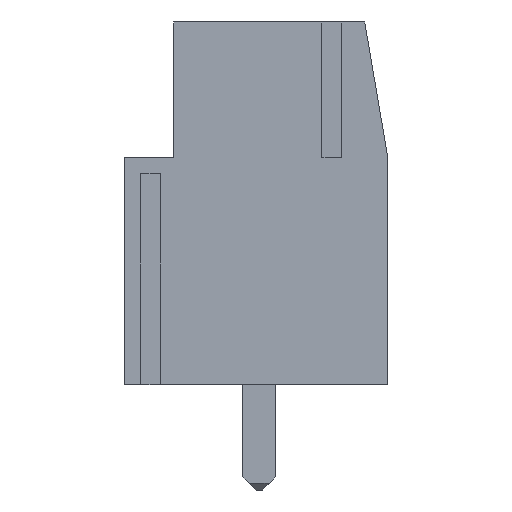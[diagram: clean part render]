
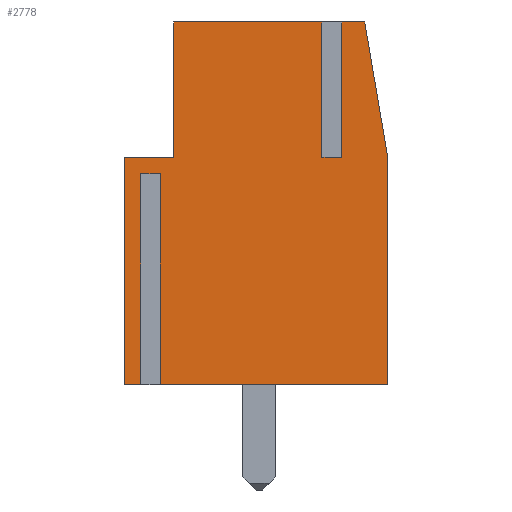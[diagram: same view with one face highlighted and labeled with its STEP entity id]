
A CAD part, left-side view. The second image highlights one B-rep face of the part: STEP entity #2778.
In plain terms, the highlighted planar face has unit normal (-1, 0, 0).
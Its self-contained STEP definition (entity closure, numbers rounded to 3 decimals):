
#148=FACE_OUTER_BOUND('',#296,.T.);
#296=EDGE_LOOP('',(#2250,#2251,#2252,#2253,#2254,#2255,#2256,#2257,#2258,
#2259,#2260,#2261,#2262,#2263,#2264));
#591=LINE('',#4268,#959);
#602=LINE('',#4290,#970);
#603=LINE('',#4292,#971);
#604=LINE('',#4294,#972);
#605=LINE('',#4296,#973);
#606=LINE('',#4298,#974);
#607=LINE('',#4300,#975);
#608=LINE('',#4302,#976);
#609=LINE('',#4304,#977);
#610=LINE('',#4306,#978);
#611=LINE('',#4307,#979);
#612=LINE('',#4309,#980);
#613=LINE('',#4311,#981);
#614=LINE('',#4313,#982);
#615=LINE('',#4314,#983);
#959=VECTOR('',#3489,10.);
#970=VECTOR('',#3502,10.);
#971=VECTOR('',#3503,10.);
#972=VECTOR('',#3504,10.);
#973=VECTOR('',#3505,10.);
#974=VECTOR('',#3506,10.);
#975=VECTOR('',#3507,10.);
#976=VECTOR('',#3508,10.);
#977=VECTOR('',#3509,10.);
#978=VECTOR('',#3510,10.);
#979=VECTOR('',#3511,10.);
#980=VECTOR('',#3512,10.);
#981=VECTOR('',#3513,10.);
#982=VECTOR('',#3514,10.);
#983=VECTOR('',#3515,10.);
#1258=VERTEX_POINT('',#4265);
#1259=VERTEX_POINT('',#4267);
#1268=VERTEX_POINT('',#4288);
#1269=VERTEX_POINT('',#4289);
#1270=VERTEX_POINT('',#4291);
#1271=VERTEX_POINT('',#4293);
#1272=VERTEX_POINT('',#4295);
#1273=VERTEX_POINT('',#4297);
#1274=VERTEX_POINT('',#4299);
#1275=VERTEX_POINT('',#4301);
#1276=VERTEX_POINT('',#4303);
#1277=VERTEX_POINT('',#4305);
#1278=VERTEX_POINT('',#4308);
#1279=VERTEX_POINT('',#4310);
#1280=VERTEX_POINT('',#4312);
#1606=EDGE_CURVE('',#1259,#1258,#591,.T.);
#1617=EDGE_CURVE('',#1268,#1269,#602,.T.);
#1618=EDGE_CURVE('',#1269,#1270,#603,.T.);
#1619=EDGE_CURVE('',#1270,#1271,#604,.T.);
#1620=EDGE_CURVE('',#1272,#1271,#605,.T.);
#1621=EDGE_CURVE('',#1273,#1272,#606,.T.);
#1622=EDGE_CURVE('',#1274,#1273,#607,.T.);
#1623=EDGE_CURVE('',#1274,#1275,#608,.T.);
#1624=EDGE_CURVE('',#1275,#1276,#609,.T.);
#1625=EDGE_CURVE('',#1276,#1277,#610,.T.);
#1626=EDGE_CURVE('',#1259,#1277,#611,.T.);
#1627=EDGE_CURVE('',#1278,#1258,#612,.T.);
#1628=EDGE_CURVE('',#1278,#1279,#613,.T.);
#1629=EDGE_CURVE('',#1279,#1280,#614,.T.);
#1630=EDGE_CURVE('',#1280,#1268,#615,.T.);
#2250=ORIENTED_EDGE('',*,*,#1617,.T.);
#2251=ORIENTED_EDGE('',*,*,#1618,.T.);
#2252=ORIENTED_EDGE('',*,*,#1619,.T.);
#2253=ORIENTED_EDGE('',*,*,#1620,.F.);
#2254=ORIENTED_EDGE('',*,*,#1621,.F.);
#2255=ORIENTED_EDGE('',*,*,#1622,.F.);
#2256=ORIENTED_EDGE('',*,*,#1623,.T.);
#2257=ORIENTED_EDGE('',*,*,#1624,.T.);
#2258=ORIENTED_EDGE('',*,*,#1625,.T.);
#2259=ORIENTED_EDGE('',*,*,#1626,.F.);
#2260=ORIENTED_EDGE('',*,*,#1606,.T.);
#2261=ORIENTED_EDGE('',*,*,#1627,.F.);
#2262=ORIENTED_EDGE('',*,*,#1628,.T.);
#2263=ORIENTED_EDGE('',*,*,#1629,.T.);
#2264=ORIENTED_EDGE('',*,*,#1630,.T.);
#2633=PLANE('',#2958);
#2778=ADVANCED_FACE('',(#148),#2633,.T.);
#2958=AXIS2_PLACEMENT_3D('',#4287,#3500,#3501);
#3489=DIRECTION('',(0.,0.,1.));
#3500=DIRECTION('center_axis',(-1.,0.,0.));
#3501=DIRECTION('ref_axis',(0.,-1.,0.));
#3502=DIRECTION('',(0.,0.,1.));
#3503=DIRECTION('',(0.,1.,0.));
#3504=DIRECTION('',(0.,0.,-1.));
#3505=DIRECTION('',(0.,-1.,0.));
#3506=DIRECTION('',(0.,0.,1.));
#3507=DIRECTION('',(0.,1.,0.));
#3508=DIRECTION('',(0.,0.,1.));
#3509=DIRECTION('',(0.,-1.,0.));
#3510=DIRECTION('',(0.,0.,-1.));
#3511=DIRECTION('',(0.,1.,0.));
#3512=DIRECTION('',(0.,-0.168,-0.986));
#3513=DIRECTION('',(0.,1.,0.));
#3514=DIRECTION('',(0.,0.,-1.));
#3515=DIRECTION('',(0.,1.,0.));
#4265=CARTESIAN_POINT('',(-7.54,-3.9,6.9));
#4267=CARTESIAN_POINT('',(-7.54,-3.9,0.));
#4268=CARTESIAN_POINT('',(-7.54,-3.9,0.));
#4287=CARTESIAN_POINT('Origin',(-7.54,4.1,0.));
#4288=CARTESIAN_POINT('',(-7.54,-1.9,6.9));
#4289=CARTESIAN_POINT('',(-7.54,-1.9,11.));
#4290=CARTESIAN_POINT('',(-7.54,-1.9,3.45));
#4291=CARTESIAN_POINT('',(-7.54,2.6,11.));
#4292=CARTESIAN_POINT('',(-7.54,-3.2,11.));
#4293=CARTESIAN_POINT('',(-7.54,2.6,6.9));
#4294=CARTESIAN_POINT('',(-7.54,2.6,11.));
#4295=CARTESIAN_POINT('',(-7.54,4.1,6.9));
#4296=CARTESIAN_POINT('',(-7.54,-3.9,6.9));
#4297=CARTESIAN_POINT('',(-7.54,4.1,0.));
#4298=CARTESIAN_POINT('',(-7.54,4.1,0.));
#4299=CARTESIAN_POINT('',(-7.54,3.6,0.));
#4300=CARTESIAN_POINT('',(-7.54,-3.9,0.));
#4301=CARTESIAN_POINT('',(-7.54,3.6,6.4));
#4302=CARTESIAN_POINT('',(-7.54,3.6,3.2));
#4303=CARTESIAN_POINT('',(-7.54,3.,6.4));
#4304=CARTESIAN_POINT('',(-7.54,3.55,6.4));
#4305=CARTESIAN_POINT('',(-7.54,3.,0.));
#4306=CARTESIAN_POINT('',(-7.54,3.,0.));
#4307=CARTESIAN_POINT('',(-7.54,-3.9,0.));
#4308=CARTESIAN_POINT('',(-7.54,-3.2,11.));
#4309=CARTESIAN_POINT('',(-7.54,-3.2,11.));
#4310=CARTESIAN_POINT('',(-7.54,-2.5,11.));
#4311=CARTESIAN_POINT('',(-7.54,-3.2,11.));
#4312=CARTESIAN_POINT('',(-7.54,-2.5,6.9));
#4313=CARTESIAN_POINT('',(-7.54,-2.5,5.5));
#4314=CARTESIAN_POINT('',(-7.54,0.8,6.9));
